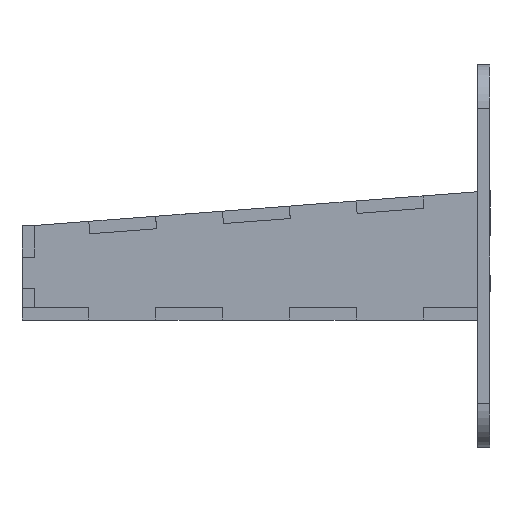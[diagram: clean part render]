
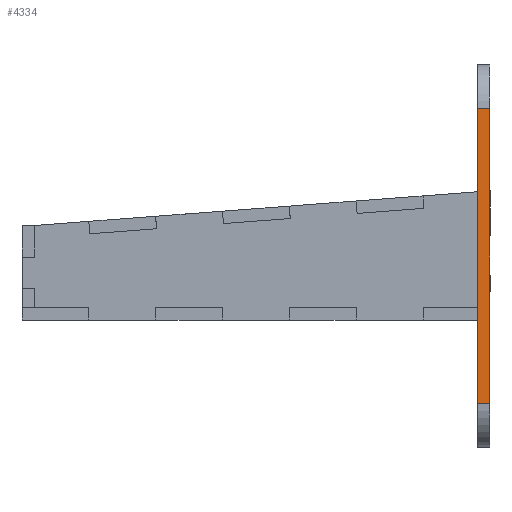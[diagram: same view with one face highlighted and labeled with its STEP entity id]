
A CAD part, left-side view. The second image highlights one B-rep face of the part: STEP entity #4334.
In plain terms, the highlighted planar face has unit normal (-1, 0, 0).
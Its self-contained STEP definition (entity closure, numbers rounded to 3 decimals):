
#270 = AXIS2_PLACEMENT_3D ( 'NONE', #3040, #4248, #7571 ) ;
#347 = PLANE ( 'NONE',  #270 ) ;
#513 = DIRECTION ( 'NONE',  ( 0., 0., 1. ) ) ;
#553 = VECTOR ( 'NONE', #4017, 1000. ) ;
#663 = ORIENTED_EDGE ( 'NONE', *, *, #3449, .T. ) ;
#838 = VERTEX_POINT ( 'NONE', #8252 ) ;
#1258 = EDGE_CURVE ( 'NONE', #1946, #838, #2108, .T. ) ;
#1661 = LINE ( 'NONE', #6031, #553 ) ;
#1911 = CARTESIAN_POINT ( 'NONE',  ( -39.5, 2.8, -32.99 ) ) ;
#1946 = VERTEX_POINT ( 'NONE', #1911 ) ;
#1982 = VERTEX_POINT ( 'NONE', #5792 ) ;
#2108 = LINE ( 'NONE', #5812, #5167 ) ;
#2275 = LINE ( 'NONE', #5717, #3093 ) ;
#2583 = CARTESIAN_POINT ( 'NONE',  ( -39.5, 0., 32.99 ) ) ;
#3040 = CARTESIAN_POINT ( 'NONE',  ( -39.5, 2.8, -42.99 ) ) ;
#3093 = VECTOR ( 'NONE', #513, 1000. ) ;
#3097 = FACE_OUTER_BOUND ( 'NONE', #7489, .T. ) ;
#3370 = ORIENTED_EDGE ( 'NONE', *, *, #1258, .T. ) ;
#3449 = EDGE_CURVE ( 'NONE', #838, #7226, #2275, .T. ) ;
#3672 = EDGE_CURVE ( 'NONE', #7226, #1982, #1661, .T. ) ;
#3752 = DIRECTION ( 'NONE',  ( 0., 0., 1. ) ) ;
#4017 = DIRECTION ( 'NONE',  ( 0., 1., 0. ) ) ;
#4248 = DIRECTION ( 'NONE',  ( 1., 0., 0. ) ) ;
#4334 = ADVANCED_FACE ( 'NONE', ( #3097 ), #347, .F. ) ;
#4435 = CARTESIAN_POINT ( 'NONE',  ( -39.5, 2.8, -42.99 ) ) ;
#5059 = DIRECTION ( 'NONE',  ( 0., -1., 0. ) ) ;
#5167 = VECTOR ( 'NONE', #5059, 1000. ) ;
#5717 = CARTESIAN_POINT ( 'NONE',  ( -39.5, 0., -42.99 ) ) ;
#5792 = CARTESIAN_POINT ( 'NONE',  ( -39.5, 2.8, 32.99 ) ) ;
#5812 = CARTESIAN_POINT ( 'NONE',  ( -39.5, 2.8, -32.99 ) ) ;
#6031 = CARTESIAN_POINT ( 'NONE',  ( -39.5, 2.8, 32.99 ) ) ;
#6119 = EDGE_CURVE ( 'NONE', #1946, #1982, #8008, .T. ) ;
#6148 = VECTOR ( 'NONE', #3752, 1000. ) ;
#7226 = VERTEX_POINT ( 'NONE', #2583 ) ;
#7489 = EDGE_LOOP ( 'NONE', ( #663, #8257, #7539, #3370 ) ) ;
#7539 = ORIENTED_EDGE ( 'NONE', *, *, #6119, .F. ) ;
#7571 = DIRECTION ( 'NONE',  ( 0., 0., -1. ) ) ;
#8008 = LINE ( 'NONE', #4435, #6148 ) ;
#8252 = CARTESIAN_POINT ( 'NONE',  ( -39.5, 0., -32.99 ) ) ;
#8257 = ORIENTED_EDGE ( 'NONE', *, *, #3672, .T. ) ;
